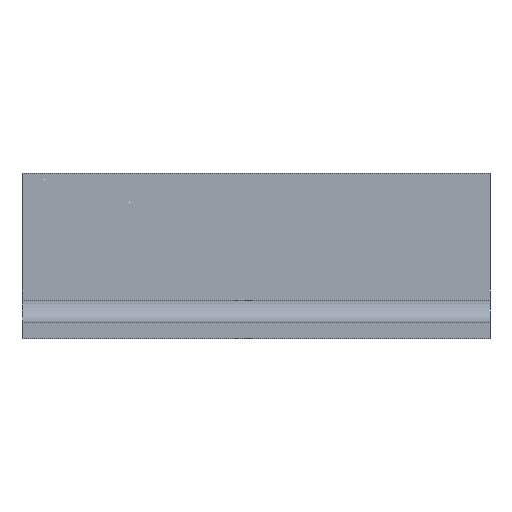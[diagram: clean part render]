
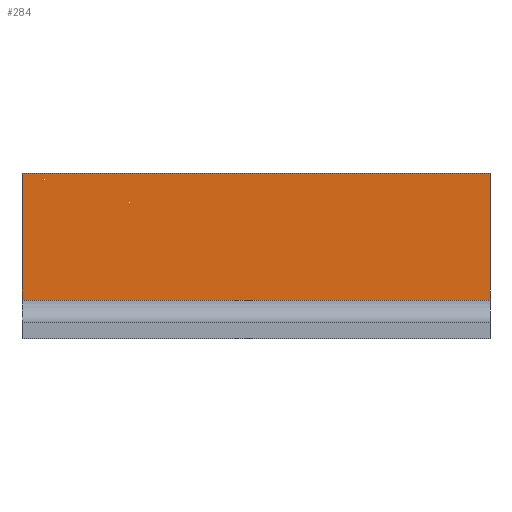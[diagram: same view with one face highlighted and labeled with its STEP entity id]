
A CAD part, front view. The second image highlights one B-rep face of the part: STEP entity #284.
In plain terms, the highlighted planar face has unit normal (0, -1, 0).
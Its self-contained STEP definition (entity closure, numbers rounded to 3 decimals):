
#126 = VERTEX_POINT('',#127);
#127 = CARTESIAN_POINT('',(-42.5,-3.,7.));
#191 = EDGE_CURVE('',#126,#192,#194,.T.);
#192 = VERTEX_POINT('',#193);
#193 = CARTESIAN_POINT('',(42.5,-3.,7.));
#194 = LINE('',#195,#196);
#195 = CARTESIAN_POINT('',(-42.5,-3.,7.));
#196 = VECTOR('',#197,1.);
#197 = DIRECTION('',(1.,0.,0.));
#241 = EDGE_CURVE('',#126,#242,#244,.T.);
#242 = VERTEX_POINT('',#243);
#243 = CARTESIAN_POINT('',(-42.5,-3.,30.));
#244 = LINE('',#245,#246);
#245 = CARTESIAN_POINT('',(-42.5,-3.,7.));
#246 = VECTOR('',#247,1.);
#247 = DIRECTION('',(0.,0.,1.));
#284 = ADVANCED_FACE('',(#285),#303,.F.);
#285 = FACE_BOUND('',#286,.F.);
#286 = EDGE_LOOP('',(#287,#288,#289,#297));
#287 = ORIENTED_EDGE('',*,*,#191,.F.);
#288 = ORIENTED_EDGE('',*,*,#241,.T.);
#289 = ORIENTED_EDGE('',*,*,#290,.T.);
#290 = EDGE_CURVE('',#242,#291,#293,.T.);
#291 = VERTEX_POINT('',#292);
#292 = CARTESIAN_POINT('',(42.5,-3.,30.));
#293 = LINE('',#294,#295);
#294 = CARTESIAN_POINT('',(-42.5,-3.,30.));
#295 = VECTOR('',#296,1.);
#296 = DIRECTION('',(1.,0.,0.));
#297 = ORIENTED_EDGE('',*,*,#298,.T.);
#298 = EDGE_CURVE('',#291,#192,#299,.T.);
#299 = LINE('',#300,#301);
#300 = CARTESIAN_POINT('',(42.5,-3.,30.));
#301 = VECTOR('',#302,1.);
#302 = DIRECTION('',(0.,0.,-1.));
#303 = PLANE('',#304);
#304 = AXIS2_PLACEMENT_3D('',#305,#306,#307);
#305 = CARTESIAN_POINT('',(0.,-3.,18.5));
#306 = DIRECTION('',(-0.,1.,-0.));
#307 = DIRECTION('',(-1.,0.,0.));
